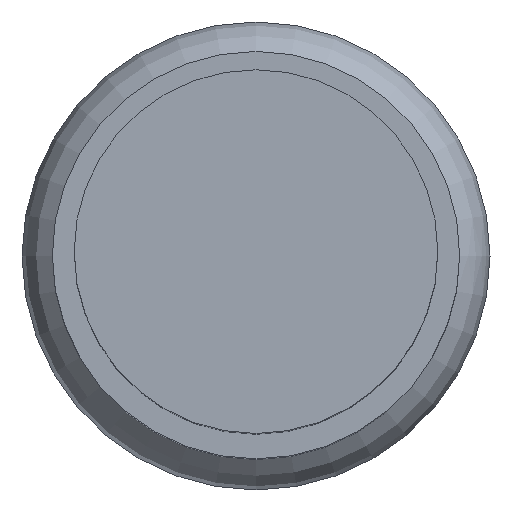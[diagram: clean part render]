
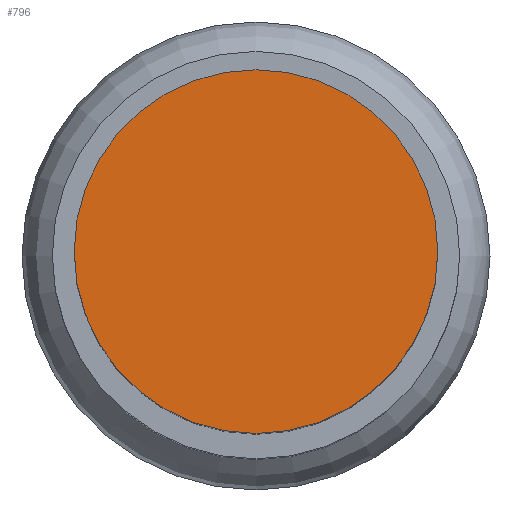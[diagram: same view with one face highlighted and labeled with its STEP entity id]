
A CAD part, top view. The second image highlights one B-rep face of the part: STEP entity #796.
In plain terms, the highlighted planar face has unit normal (0, 0, 1).
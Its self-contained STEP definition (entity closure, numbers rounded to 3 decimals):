
#680 = VERTEX_POINT('',#681);
#681 = CARTESIAN_POINT('',(0.75,0.,33.45));
#688 = CYLINDRICAL_SURFACE('',#689,0.75);
#689 = AXIS2_PLACEMENT_3D('',#690,#691,#692);
#690 = CARTESIAN_POINT('',(0.,0.,31.45));
#691 = DIRECTION('',(-0.,-0.,-1.));
#692 = DIRECTION('',(1.,0.,0.));
#707 = EDGE_CURVE('',#680,#680,#708,.T.);
#708 = SURFACE_CURVE('',#709,(#714,#721),.PCURVE_S1.);
#709 = CIRCLE('',#710,0.75);
#710 = AXIS2_PLACEMENT_3D('',#711,#712,#713);
#711 = CARTESIAN_POINT('',(0.,0.,33.45));
#712 = DIRECTION('',(0.,0.,1.));
#713 = DIRECTION('',(1.,0.,0.));
#714 = PCURVE('',#688,#715);
#715 = DEFINITIONAL_REPRESENTATION('',(#716),#720);
#716 = LINE('',#717,#718);
#717 = CARTESIAN_POINT('',(-0.,-2.));
#718 = VECTOR('',#719,1.);
#719 = DIRECTION('',(-1.,0.));
#720 = ( GEOMETRIC_REPRESENTATION_CONTEXT(2) 
PARAMETRIC_REPRESENTATION_CONTEXT() REPRESENTATION_CONTEXT('2D SPACE',''
  ) );
#721 = PCURVE('',#722,#727);
#722 = PLANE('',#723);
#723 = AXIS2_PLACEMENT_3D('',#724,#725,#726);
#724 = CARTESIAN_POINT('',(0.,0.,33.45));
#725 = DIRECTION('',(0.,0.,1.));
#726 = DIRECTION('',(1.,0.,0.));
#727 = DEFINITIONAL_REPRESENTATION('',(#728),#732);
#728 = CIRCLE('',#729,0.75);
#729 = AXIS2_PLACEMENT_2D('',#730,#731);
#730 = CARTESIAN_POINT('',(0.,0.));
#731 = DIRECTION('',(1.,0.));
#732 = ( GEOMETRIC_REPRESENTATION_CONTEXT(2) 
PARAMETRIC_REPRESENTATION_CONTEXT() REPRESENTATION_CONTEXT('2D SPACE',''
  ) );
#796 = ADVANCED_FACE('',(#797),#722,.T.);
#797 = FACE_BOUND('',#798,.F.);
#798 = EDGE_LOOP('',(#799));
#799 = ORIENTED_EDGE('',*,*,#707,.F.);
